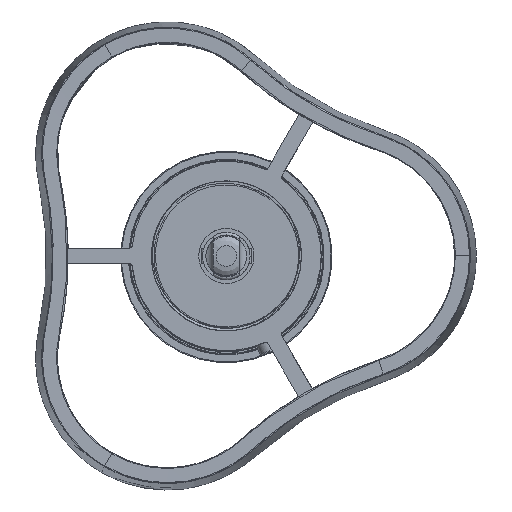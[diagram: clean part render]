
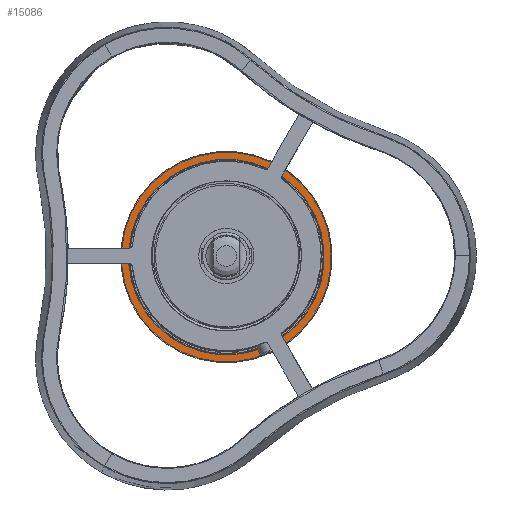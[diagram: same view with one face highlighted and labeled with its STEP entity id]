
A CAD part, top view. The second image highlights one B-rep face of the part: STEP entity #15086.
In plain terms, the highlighted planar face has unit normal (0, 0, -1).
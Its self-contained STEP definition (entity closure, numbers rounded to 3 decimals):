
#15047=CARTESIAN_POINT('',(-15.713,33.696,1.668));
#15048=VERTEX_POINT('',#15047);
#15055=CARTESIAN_POINT('',(0.,0.,1.668));
#15056=DIRECTION('',(0.,-0.,1.));
#15057=DIRECTION('',(-0.423,0.906,0.));
#15058=AXIS2_PLACEMENT_3D('',#15055,#15056,#15057);
#15059=CIRCLE('',#15058,37.18);
#15060=EDGE_CURVE('',#15048,#15048,#15059,.T.);
#15067=CARTESIAN_POINT('',(-16.347,35.056,1.668));
#15068=DIRECTION('',(0.,-0.,1.));
#15069=DIRECTION('',(0.423,-0.906,-0.));
#15070=AXIS2_PLACEMENT_3D('',#15067,#15068,#15069);
#15071=PLANE('',#15070);
#15072=CARTESIAN_POINT('',(16.852,-36.139,1.668));
#15073=VERTEX_POINT('',#15072);
#15074=CARTESIAN_POINT('',(0.,0.,1.668));
#15075=DIRECTION('',(-0.,0.,-1.));
#15076=DIRECTION('',(0.423,-0.906,-0.));
#15077=AXIS2_PLACEMENT_3D('',#15074,#15075,#15076);
#15078=CIRCLE('',#15077,39.875);
#15079=EDGE_CURVE('',#15073,#15073,#15078,.T.);
#15080=ORIENTED_EDGE('',*,*,#15079,.T.);
#15081=EDGE_LOOP('',(#15080));
#15082=FACE_BOUND('',#15081,.T.);
#15083=ORIENTED_EDGE('',*,*,#15060,.T.);
#15084=EDGE_LOOP('',(#15083));
#15085=FACE_BOUND('',#15084,.T.);
#15086=ADVANCED_FACE('',(#15082,#15085),#15071,.F.);
